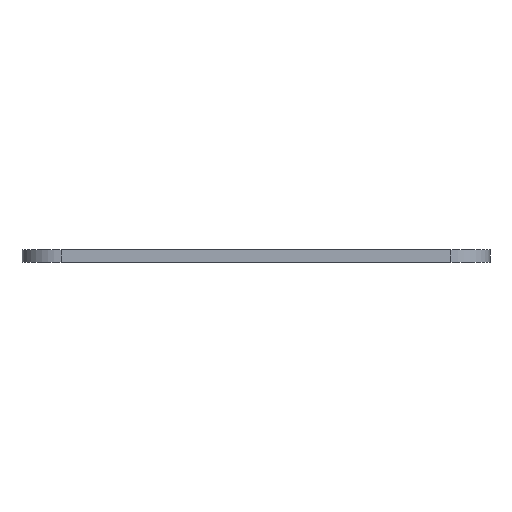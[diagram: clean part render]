
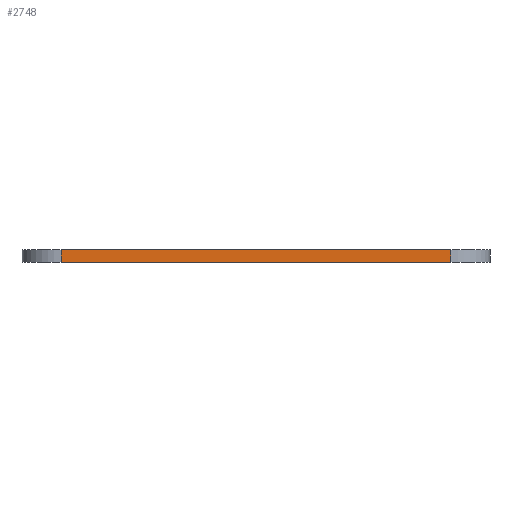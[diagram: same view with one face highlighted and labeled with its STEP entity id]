
A CAD part, left-side view. The second image highlights one B-rep face of the part: STEP entity #2748.
In plain terms, the highlighted planar face has unit normal (-1, 0, 0).
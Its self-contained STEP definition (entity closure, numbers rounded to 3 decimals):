
#28 = VECTOR ( 'NONE', #1413, 1000. ) ;
#29 = CARTESIAN_POINT ( 'NONE',  ( -50., -50., 0. ) ) ;
#258 = EDGE_CURVE ( 'NONE', #1535, #2871, #1528, .T. ) ;
#442 = CARTESIAN_POINT ( 'NONE',  ( -50., 60., 0. ) ) ;
#478 = CARTESIAN_POINT ( 'NONE',  ( -50., 60., 3.2 ) ) ;
#619 = LINE ( 'NONE', #1839, #1181 ) ;
#664 = LINE ( 'NONE', #442, #28 ) ;
#913 = ORIENTED_EDGE ( 'NONE', *, *, #258, .T. ) ;
#960 = DIRECTION ( 'NONE',  ( 0., 1., 0. ) ) ;
#982 = EDGE_CURVE ( 'NONE', #1932, #1535, #664, .T. ) ;
#1007 = VERTEX_POINT ( 'NONE', #2360 ) ;
#1181 = VECTOR ( 'NONE', #2793, 1000. ) ;
#1187 = DIRECTION ( 'NONE',  ( 1., 0., 0. ) ) ;
#1250 = ORIENTED_EDGE ( 'NONE', *, *, #1297, .F. ) ;
#1256 = DIRECTION ( 'NONE',  ( 0., 0., 1. ) ) ;
#1297 = EDGE_CURVE ( 'NONE', #1007, #2871, #619, .T. ) ;
#1315 = CARTESIAN_POINT ( 'NONE',  ( -50., -50., 3.2 ) ) ;
#1413 = DIRECTION ( 'NONE',  ( 0., -1., 0. ) ) ;
#1528 = LINE ( 'NONE', #1315, #2714 ) ;
#1535 = VERTEX_POINT ( 'NONE', #29 ) ;
#1660 = LINE ( 'NONE', #2708, #2197 ) ;
#1839 = CARTESIAN_POINT ( 'NONE',  ( -50., 60., 3.2 ) ) ;
#1932 = VERTEX_POINT ( 'NONE', #2343 ) ;
#2184 = CARTESIAN_POINT ( 'NONE',  ( -50., -50., 3.2 ) ) ;
#2197 = VECTOR ( 'NONE', #2951, 1000. ) ;
#2287 = AXIS2_PLACEMENT_3D ( 'NONE', #478, #1187, #960 ) ;
#2323 = EDGE_LOOP ( 'NONE', ( #2697, #913, #1250, #2608 ) ) ;
#2343 = CARTESIAN_POINT ( 'NONE',  ( -50., 50., 0. ) ) ;
#2360 = CARTESIAN_POINT ( 'NONE',  ( -50., 50., 3.2 ) ) ;
#2385 = PLANE ( 'NONE',  #2287 ) ;
#2485 = EDGE_CURVE ( 'NONE', #1007, #1932, #1660, .T. ) ;
#2608 = ORIENTED_EDGE ( 'NONE', *, *, #2485, .T. ) ;
#2645 = FACE_OUTER_BOUND ( 'NONE', #2323, .T. ) ;
#2697 = ORIENTED_EDGE ( 'NONE', *, *, #982, .T. ) ;
#2708 = CARTESIAN_POINT ( 'NONE',  ( -50., 50., 3.2 ) ) ;
#2714 = VECTOR ( 'NONE', #1256, 1000. ) ;
#2748 = ADVANCED_FACE ( 'NONE', ( #2645 ), #2385, .F. ) ;
#2793 = DIRECTION ( 'NONE',  ( 0., -1., 0. ) ) ;
#2871 = VERTEX_POINT ( 'NONE', #2184 ) ;
#2951 = DIRECTION ( 'NONE',  ( 0., 0., -1. ) ) ;
